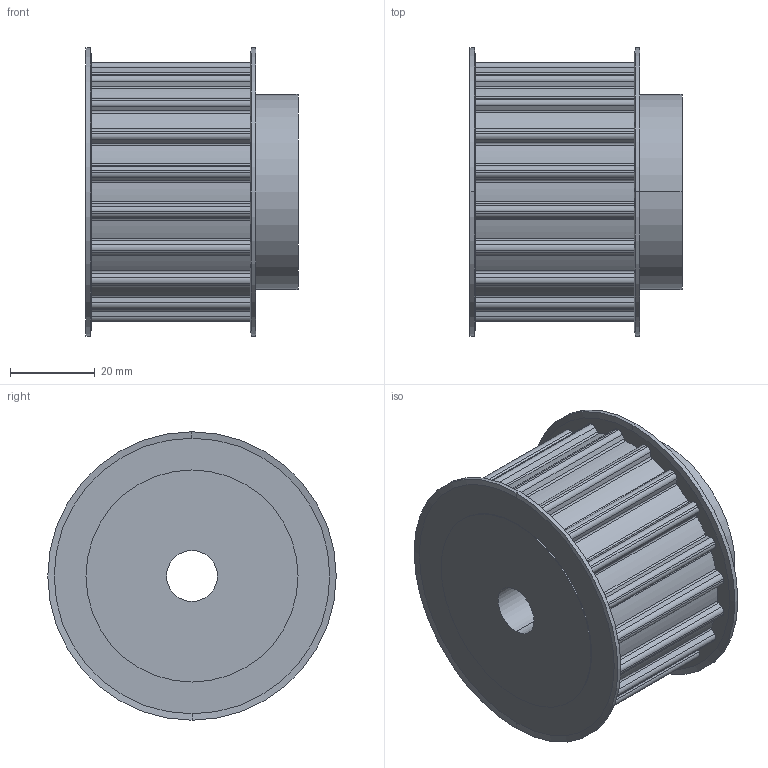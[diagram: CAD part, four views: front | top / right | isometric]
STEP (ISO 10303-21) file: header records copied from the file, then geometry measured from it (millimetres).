
FILE_DESCRIPTION(('STEP AP214'),'1');
FILE_NAME('cctmp_6C9606DE-7DEC-4CD8-89F8-002FB861C19F_2021_1_7_12_42_40_540..stp','2021-01-07T11:42:40',('Mulco-Europe EWIV'),('CADClick - www.CADClick.com'),'Spatial InterOp 3D',' ','unknown authorization');
FILE_SCHEMA(('AUTOMOTIVE_DESIGN'));
Length unit declared in the file: millimetre
Products named in the file (1): 2021_01_07__12-42-40-524
Bounding box: 50 x 68 x 68 mm (x, y, z)
Volume: 120461.7 mm3; surface area: 21683.7 mm2
Topology: 1 solids, 1 shells, 187 faces, 532 edges, 352 vertices
Faces by surface type: cylinder 132, plane 47, cone 8
Entity records: 7738 total; most frequent: DIRECTION 1180, CARTESIAN_POINT 1072, ORIENTED_EDGE 1064, EDGE_CURVE 532, AXIS2_PLACEMENT_3D 460, VERTEX_POINT 352, CIRCLE 272, LINE 260
